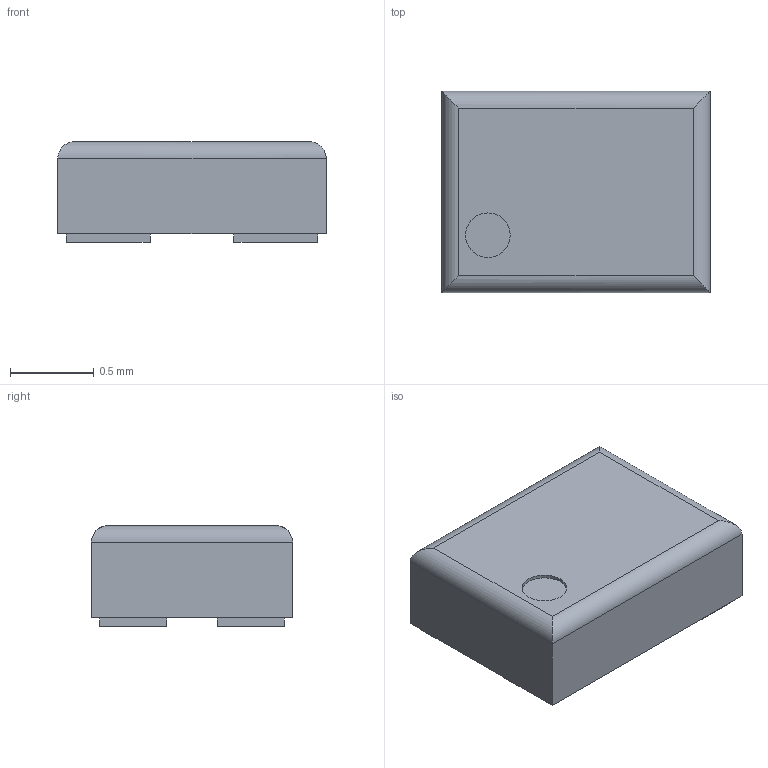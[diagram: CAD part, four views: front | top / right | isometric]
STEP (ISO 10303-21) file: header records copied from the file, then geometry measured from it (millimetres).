
FILE_DESCRIPTION (( 'STEP AP214' ), '1' );
FILE_NAME ('Part1.STEP', '2023-08-02T14:17:10', ( '' ), ( '' ), 'SwSTEP 2.0', 'SolidWorks 2023', '' );
FILE_SCHEMA (( 'AUTOMOTIVE_DESIGN' ));
Length unit declared in the file: millimetre
Products named in the file (1): Part1
Bounding box: 1.6 x 1.2 x 0.6 mm (x, y, z)
Volume: 1.1 mm3; surface area: 7.1 mm2
Topology: 1 solids, 1 shells, 33 faces, 74 edges, 48 vertices
Faces by surface type: plane 27, cylinder 6
Entity records: 923 total; most frequent: CARTESIAN_POINT 168, ORIENTED_EDGE 148, DIRECTION 142, EDGE_CURVE 74, VECTOR 66, LINE 66, VERTEX_POINT 48, AXIS2_PLACEMENT_3D 38
